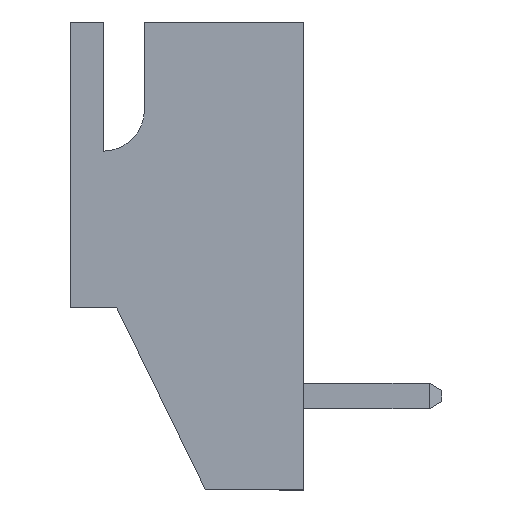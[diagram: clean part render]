
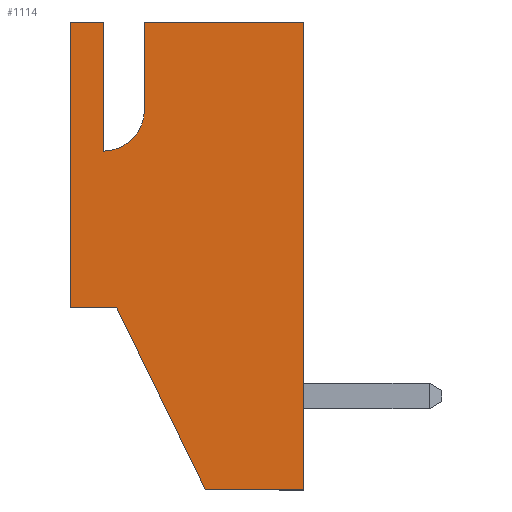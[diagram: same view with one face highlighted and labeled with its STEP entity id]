
A CAD part, left-side view. The second image highlights one B-rep face of the part: STEP entity #1114.
In plain terms, the highlighted planar face has unit normal (-1, 0, 0).
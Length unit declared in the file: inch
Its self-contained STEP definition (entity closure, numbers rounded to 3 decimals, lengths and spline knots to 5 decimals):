
#62 = FACE_OUTER_BOUND ( 'NONE', #4066, .T. ) ;
#64 = AXIS2_PLACEMENT_3D ( 'NONE', #4295, #4296, #4297 ) ;
#201 = VERTEX_POINT ( 'NONE', #297 ) ;
#206 = VERTEX_POINT ( 'NONE', #301 ) ;
#297 = CARTESIAN_POINT ( 'NONE',  ( -0.195, 0.068, 0. ) ) ;
#301 = CARTESIAN_POINT ( 'NONE',  ( -0.195, 0.113, 0. ) ) ;
#520 = CARTESIAN_POINT ( 'NONE',  ( -0.195, 0.081, 0.191 ) ) ;
#754 = EDGE_CURVE ( 'NONE', #2455, #2399, #1532, .T. ) ;
#763 = EDGE_CURVE ( 'NONE', #4551, #206, #1594, .T. ) ;
#826 = EDGE_CURVE ( 'NONE', #4551, #4516, #4582, .T. ) ;
#832 = EDGE_CURVE ( 'NONE', #201, #2455, #4606, .T. ) ;
#840 = EDGE_CURVE ( 'NONE', #4450, #2397, #1960, .T. ) ;
#844 = EDGE_CURVE ( 'NONE', #4516, #2422, #1950, .T. ) ;
#870 = EDGE_CURVE ( 'NONE', #2422, #4450, #2828, .T. ) ;
#878 = EDGE_CURVE ( 'NONE', #2374, #2399, #4407, .T. ) ;
#952 = EDGE_CURVE ( 'NONE', #2397, #2374, #1814, .T. ) ;
#1001 = EDGE_CURVE ( 'NONE', #206, #201, #3894, .T. ) ;
#1114 = ADVANCED_FACE ( 'NONE', ( #62 ), #4294, .F. ) ;
#1487 = VECTOR ( 'NONE', #3896, 39.37008 ) ;
#1530 = CARTESIAN_POINT ( 'NONE',  ( -0.195, -0.018, -0.177 ) ) ;
#1532 = LINE ( 'NONE', #1530, #3109 ) ;
#1533 = DIRECTION ( 'NONE',  ( 0., -1., 0. ) ) ;
#1594 = LINE ( 'NONE', #1595, #3032 ) ;
#1595 = CARTESIAN_POINT ( 'NONE',  ( -0.195, 0.113, 0.276 ) ) ;
#1596 = DIRECTION ( 'NONE',  ( 0., 0., -1. ) ) ;
#1802 = DIRECTION ( 'NONE',  ( 0., -1., 0. ) ) ;
#1813 = CARTESIAN_POINT ( 'NONE',  ( -0.195, 0.113, 0.276 ) ) ;
#1814 = LINE ( 'NONE', #1813, #2608 ) ;
#1948 = DIRECTION ( 'NONE',  ( 0., 0., -1. ) ) ;
#1949 = CARTESIAN_POINT ( 'NONE',  ( -0.195, 0.081, 0.151 ) ) ;
#1950 = LINE ( 'NONE', #1949, #3171 ) ;
#1960 = LINE ( 'NONE', #1962, #3166 ) ;
#1961 = DIRECTION ( 'NONE',  ( 0., 0., 1. ) ) ;
#1962 = CARTESIAN_POINT ( 'NONE',  ( -0.195, 0.041, 0.276 ) ) ;
#2374 = VERTEX_POINT ( 'NONE', #3350 ) ;
#2397 = VERTEX_POINT ( 'NONE', #3373 ) ;
#2399 = VERTEX_POINT ( 'NONE', #3375 ) ;
#2422 = VERTEX_POINT ( 'NONE', #3398 ) ;
#2455 = VERTEX_POINT ( 'NONE', #3431 ) ;
#2527 = DIRECTION ( 'NONE',  ( 0., 0., -1. ) ) ;
#2608 = VECTOR ( 'NONE', #1802, 39.37008 ) ;
#2671 = VECTOR ( 'NONE', #2527, 39.37008 ) ;
#2828 = CIRCLE ( 'NONE', #3208, 0.04 ) ;
#3032 = VECTOR ( 'NONE', #1596, 39.37008 ) ;
#3109 = VECTOR ( 'NONE', #1533, 39.37008 ) ;
#3143 = VECTOR ( 'NONE', #4617, 39.37008 ) ;
#3153 = VECTOR ( 'NONE', #4605, 39.37008 ) ;
#3166 = VECTOR ( 'NONE', #1961, 39.37008 ) ;
#3171 = VECTOR ( 'NONE', #1948, 39.37008 ) ;
#3208 = AXIS2_PLACEMENT_3D ( 'NONE', #520, #4419, #4420 ) ;
#3350 = CARTESIAN_POINT ( 'NONE',  ( -0.195, -0.113, 0.276 ) ) ;
#3373 = CARTESIAN_POINT ( 'NONE',  ( -0.195, 0.041, 0.276 ) ) ;
#3375 = CARTESIAN_POINT ( 'NONE',  ( -0.195, -0.113, -0.177 ) ) ;
#3398 = CARTESIAN_POINT ( 'NONE',  ( -0.195, 0.081, 0.151 ) ) ;
#3431 = CARTESIAN_POINT ( 'NONE',  ( -0.195, -0.018, -0.177 ) ) ;
#3559 = CARTESIAN_POINT ( 'NONE',  ( -0.195, 0.041, 0.191 ) ) ;
#3577 = CARTESIAN_POINT ( 'NONE',  ( -0.195, 0.081, 0.276 ) ) ;
#3582 = CARTESIAN_POINT ( 'NONE',  ( -0.195, 0.113, 0.276 ) ) ;
#3894 = LINE ( 'NONE', #3895, #1487 ) ;
#3895 = CARTESIAN_POINT ( 'NONE',  ( -0.195, 0.113, 0. ) ) ;
#3896 = DIRECTION ( 'NONE',  ( 0., -1., 0. ) ) ;
#4066 = EDGE_LOOP ( 'NONE', ( #4492, #4575, #4533, #4512, #4499, #4526, #4556, #4532, #4487, #4522 ) ) ;
#4294 = PLANE ( 'NONE',  #64 ) ;
#4295 = CARTESIAN_POINT ( 'NONE',  ( -0.195, 0.113, 0.276 ) ) ;
#4296 = DIRECTION ( 'NONE',  ( 1., 0., 0. ) ) ;
#4297 = DIRECTION ( 'NONE',  ( 0., 0., -1. ) ) ;
#4406 = CARTESIAN_POINT ( 'NONE',  ( -0.195, -0.113, 0.276 ) ) ;
#4407 = LINE ( 'NONE', #4406, #2671 ) ;
#4419 = DIRECTION ( 'NONE',  ( -1., 0., 0. ) ) ;
#4420 = DIRECTION ( 'NONE',  ( 0., 1., 0. ) ) ;
#4450 = VERTEX_POINT ( 'NONE', #3559 ) ;
#4487 = ORIENTED_EDGE ( 'NONE', *, *, #952, .F. ) ;
#4492 = ORIENTED_EDGE ( 'NONE', *, *, #870, .F. ) ;
#4499 = ORIENTED_EDGE ( 'NONE', *, *, #1001, .T. ) ;
#4512 = ORIENTED_EDGE ( 'NONE', *, *, #763, .T. ) ;
#4516 = VERTEX_POINT ( 'NONE', #3577 ) ;
#4522 = ORIENTED_EDGE ( 'NONE', *, *, #840, .F. ) ;
#4526 = ORIENTED_EDGE ( 'NONE', *, *, #832, .T. ) ;
#4532 = ORIENTED_EDGE ( 'NONE', *, *, #878, .F. ) ;
#4533 = ORIENTED_EDGE ( 'NONE', *, *, #826, .F. ) ;
#4551 = VERTEX_POINT ( 'NONE', #3582 ) ;
#4556 = ORIENTED_EDGE ( 'NONE', *, *, #754, .T. ) ;
#4575 = ORIENTED_EDGE ( 'NONE', *, *, #844, .F. ) ;
#4582 = LINE ( 'NONE', #4620, #3143 ) ;
#4605 = DIRECTION ( 'NONE',  ( 0., -0.437, -0.899 ) ) ;
#4606 = LINE ( 'NONE', #4607, #3153 ) ;
#4607 = CARTESIAN_POINT ( 'NONE',  ( -0.195, 0.068, 0. ) ) ;
#4617 = DIRECTION ( 'NONE',  ( 0., -1., 0. ) ) ;
#4620 = CARTESIAN_POINT ( 'NONE',  ( -0.195, 0.113, 0.276 ) ) ;
